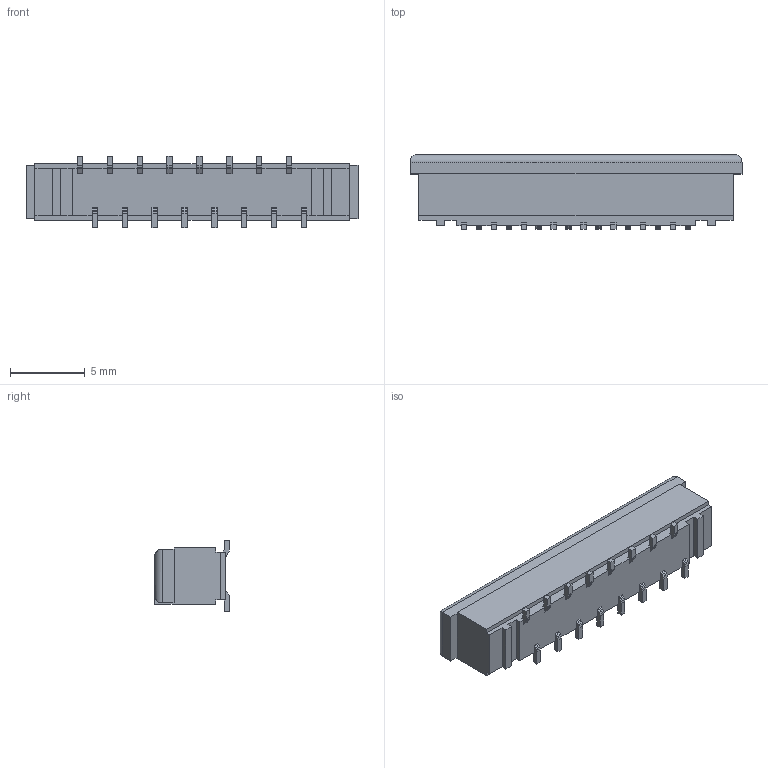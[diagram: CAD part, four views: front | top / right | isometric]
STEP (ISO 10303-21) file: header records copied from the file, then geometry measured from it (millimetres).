
FILE_DESCRIPTION(('STEP AP214'),'1');
FILE_NAME('ffc_fpc_affc10-16-100-svs-t.stp','2015-04-30T10:24:32',('TraceParts'),('TraceParts S.A.'),'XStep 1.0',' ',' ');
FILE_SCHEMA(('automotive_design'));
Length unit declared in the file: millimetre
Products named in the file (1): 1
Bounding box: 22.2 x 5 x 4.8 mm (x, y, z)
Volume: 344.8 mm3; surface area: 565.7 mm2
Topology: 1 solids, 1 shells, 675 faces, 2011 edges, 1338 vertices
Faces by surface type: plane 670, cylinder 5
Entity records: 44392 total; most frequent: CARTESIAN_POINT 4025, STYLED_ITEM 4024, PRESENTATION_STYLE_ASSIGNMENT 4024, COLOUR_RGB 4024, ORIENTED_EDGE 4022, DIRECTION 3369, EDGE_CURVE 2011, CURVE_STYLE 2011
